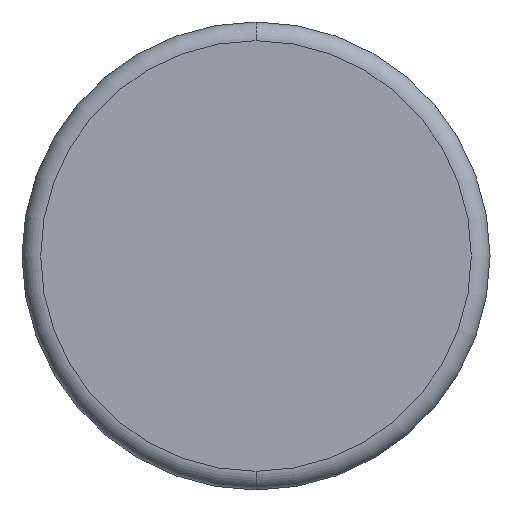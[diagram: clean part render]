
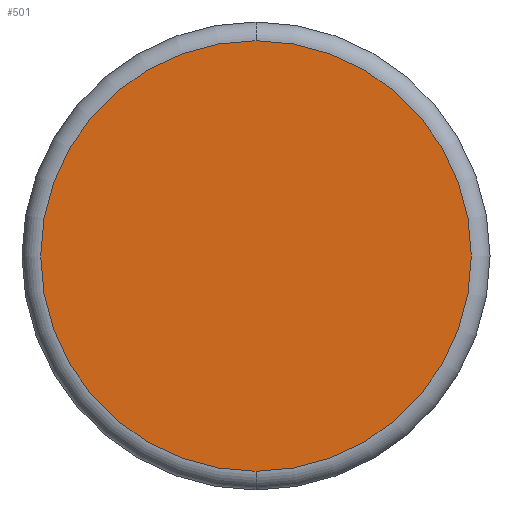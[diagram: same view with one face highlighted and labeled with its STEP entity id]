
A CAD part, front view. The second image highlights one B-rep face of the part: STEP entity #501.
In plain terms, the highlighted planar face has unit normal (0, -1, 0).
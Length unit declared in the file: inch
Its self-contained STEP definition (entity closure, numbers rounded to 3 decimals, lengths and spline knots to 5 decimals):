
#4 = ORIENTED_EDGE ( 'NONE', *, *, #74, .T. ) ;
#23 = DIRECTION ( 'NONE',  ( 0., 0., -1. ) ) ;
#31 = DIRECTION ( 'NONE',  ( 0., -1., 0. ) ) ;
#51 = VERTEX_POINT ( 'NONE', #153 ) ;
#74 = EDGE_CURVE ( 'NONE', #51, #232, #480, .T. ) ;
#109 = CIRCLE ( 'NONE', #474, 0.345 ) ;
#153 = CARTESIAN_POINT ( 'NONE',  ( 0., 0., -0.345 ) ) ;
#178 = DIRECTION ( 'NONE',  ( 0., -1., 0. ) ) ;
#194 = CARTESIAN_POINT ( 'NONE',  ( 0., 0., 0.345 ) ) ;
#217 = ORIENTED_EDGE ( 'NONE', *, *, #362, .T. ) ;
#229 = FACE_OUTER_BOUND ( 'NONE', #526, .T. ) ;
#232 = VERTEX_POINT ( 'NONE', #194 ) ;
#247 = AXIS2_PLACEMENT_3D ( 'NONE', #445, #406, #23 ) ;
#286 = CARTESIAN_POINT ( 'NONE',  ( 0., 0., 0. ) ) ;
#301 = CARTESIAN_POINT ( 'NONE',  ( 0., 0., 0. ) ) ;
#333 = AXIS2_PLACEMENT_3D ( 'NONE', #286, #178, #355 ) ;
#351 = PLANE ( 'NONE',  #333 ) ;
#355 = DIRECTION ( 'NONE',  ( 0., 0., -1. ) ) ;
#362 = EDGE_CURVE ( 'NONE', #232, #51, #109, .T. ) ;
#406 = DIRECTION ( 'NONE',  ( 0., -1., 0. ) ) ;
#445 = CARTESIAN_POINT ( 'NONE',  ( 0., 0., 0. ) ) ;
#474 = AXIS2_PLACEMENT_3D ( 'NONE', #301, #31, #491 ) ;
#480 = CIRCLE ( 'NONE', #247, 0.345 ) ;
#491 = DIRECTION ( 'NONE',  ( 0., 0., -1. ) ) ;
#501 = ADVANCED_FACE ( 'NONE', ( #229 ), #351, .T. ) ;
#526 = EDGE_LOOP ( 'NONE', ( #4, #217 ) ) ;
